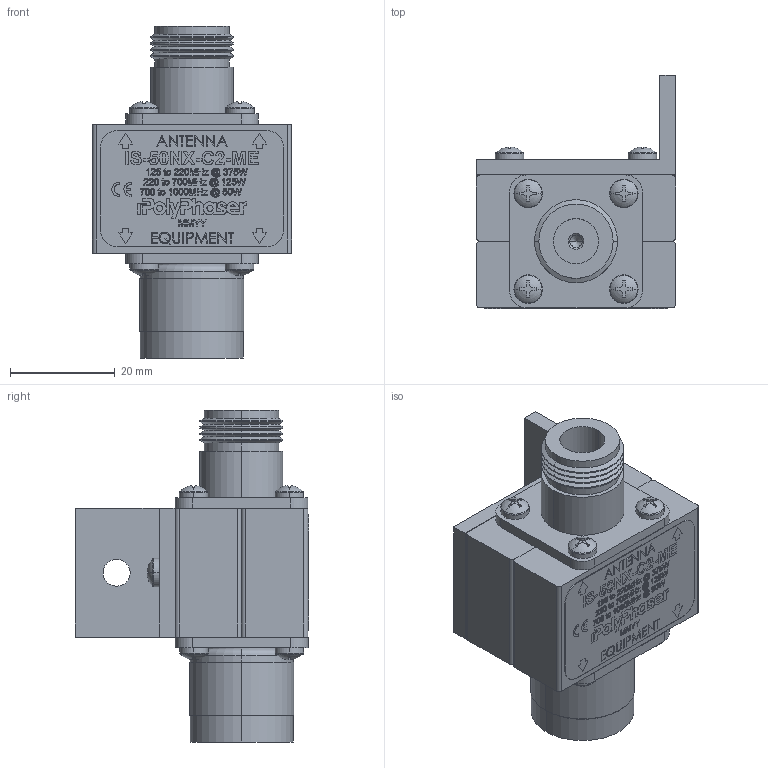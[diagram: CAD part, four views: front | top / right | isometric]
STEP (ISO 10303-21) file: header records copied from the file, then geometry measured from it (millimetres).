
FILE_DESCRIPTION (( 'STEP AP214' ), '1' );
FILE_NAME ('IS-50NX-C2-ME.STEP', '2019-07-30T20:00:18', ( '' ), ( '' ), 'SwSTEP 2.0', 'SolidWorks 2019', '' );
FILE_SCHEMA (( 'AUTOMOTIVE_DESIGN' ));
Length unit declared in the file: inch
Products named in the file (13): 5230-0002; 2012-6100; 7020-0059; IS-50NX-C2-ME; 9030-0084; 5100-0007; 5100-0006; 1081-0251-05; 2011-6100-01; Solder_2600-166; 2012-6100-02; Solder_6040-0016; 9040-0288
Assembly tree (19 placements, depth 4):
  IS-50NX-C2-ME
    2011-6100-01
    5100-0006
    5230-0002
    9030-0084
      5100-0007
    9040-0288
      2012-6100-02
        2012-6100
    1081-0251-05  x10
    7020-0059
  Solder_2600-166
  Solder_6040-0016
Bounding box: 38.1 x 44.58 x 63.5 mm (x, y, z)
Volume: 31346.1 mm3; surface area: 21184.8 mm2
Topology: 16 solids, 16 shells, 2630 faces, 6496 edges, 4033 vertices
Faces by surface type: plane 1041, cone 542, cylinder 518, bspline 479, torus 48, sphere 2
Entity records: 92622 total; most frequent: CARTESIAN_POINT 36598, ORIENTED_EDGE 8804, DIRECTION 6374, EDGE_CURVE 4402, VECTOR 2914, LINE 2914, VERTEX_POINT 2890, EDGE_LOOP 1848
